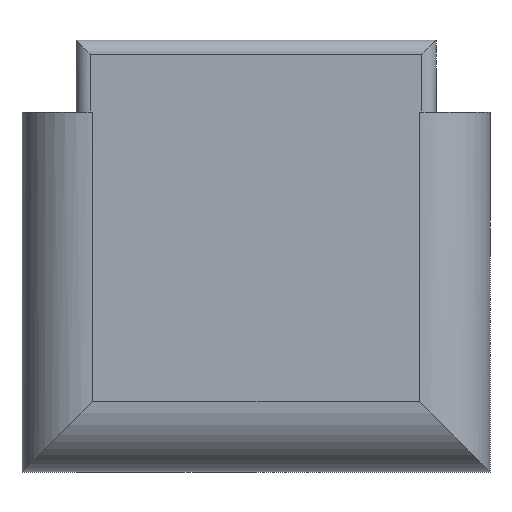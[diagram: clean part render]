
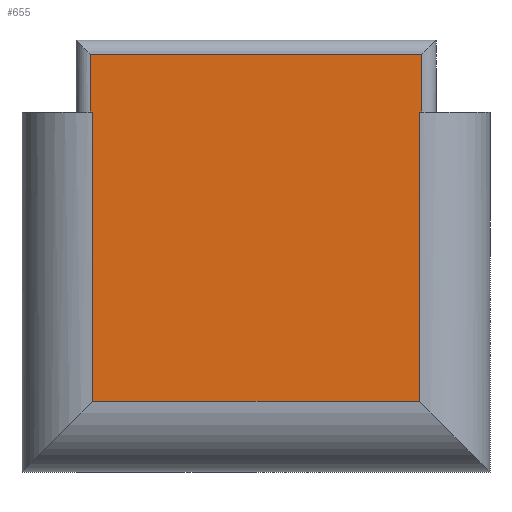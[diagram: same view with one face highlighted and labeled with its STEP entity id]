
A CAD part, left-side view. The second image highlights one B-rep face of the part: STEP entity #655.
In plain terms, the highlighted planar face has unit normal (-1, 0, 0).
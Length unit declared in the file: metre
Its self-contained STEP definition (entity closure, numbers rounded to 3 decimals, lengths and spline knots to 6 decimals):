
#87=ORIENTED_EDGE('',*,*,#268,.T.);
#88=ORIENTED_EDGE('',*,*,#269,.T.);
#89=ORIENTED_EDGE('',*,*,#270,.T.);
#90=ORIENTED_EDGE('',*,*,#271,.T.);
#91=ORIENTED_EDGE('',*,*,#272,.T.);
#92=ORIENTED_EDGE('',*,*,#273,.T.);
#93=ORIENTED_EDGE('',*,*,#274,.T.);
#94=ORIENTED_EDGE('',*,*,#275,.T.);
#268=EDGE_CURVE('',#357,#358,#418,.T.);
#269=EDGE_CURVE('',#358,#359,#419,.F.);
#270=EDGE_CURVE('',#359,#360,#420,.F.);
#271=EDGE_CURVE('',#360,#361,#421,.T.);
#272=EDGE_CURVE('',#361,#362,#422,.T.);
#273=EDGE_CURVE('',#362,#363,#423,.T.);
#274=EDGE_CURVE('',#363,#364,#424,.T.);
#275=EDGE_CURVE('',#364,#357,#425,.F.);
#357=VERTEX_POINT('',#1026);
#358=VERTEX_POINT('',#1027);
#359=VERTEX_POINT('',#1029);
#360=VERTEX_POINT('',#1031);
#361=VERTEX_POINT('',#1033);
#362=VERTEX_POINT('',#1035);
#363=VERTEX_POINT('',#1037);
#364=VERTEX_POINT('',#1039);
#418=LINE('',#1025,#487);
#419=LINE('',#1028,#488);
#420=LINE('',#1030,#489);
#421=LINE('',#1032,#490);
#422=LINE('',#1034,#491);
#423=LINE('',#1036,#492);
#424=LINE('',#1038,#493);
#425=LINE('',#1040,#494);
#487=VECTOR('',#814,1.);
#488=VECTOR('',#815,1.);
#489=VECTOR('',#816,1.);
#490=VECTOR('',#817,1.);
#491=VECTOR('',#818,1.);
#492=VECTOR('',#819,1.);
#493=VECTOR('',#820,1.);
#494=VECTOR('',#821,1.);
#534=EDGE_LOOP('',(#87,#88,#89,#90,#91,#92,#93,#94));
#583=FACE_BOUND('',#534,.T.);
#630=PLANE('',#710);
#655=ADVANCED_FACE('',(#583),#630,.F.);
#710=AXIS2_PLACEMENT_3D('',#1024,#812,#813);
#812=DIRECTION('',(1.,0.,0.));
#813=DIRECTION('',(0.,1.,0.));
#814=DIRECTION('',(0.,-1.,0.));
#815=DIRECTION('',(0.,0.,-1.));
#816=DIRECTION('',(0.,-1.,0.));
#817=DIRECTION('',(0.,0.,-1.));
#818=DIRECTION('',(0.,-1.,0.));
#819=DIRECTION('',(0.,0.,-1.));
#820=DIRECTION('',(0.,-1.,0.));
#821=DIRECTION('',(0.,0.,-1.));
#1024=CARTESIAN_POINT('',(-0.0127,0.,0.0127));
#1025=CARTESIAN_POINT('',(-0.0127,0.,0.0127));
#1026=CARTESIAN_POINT('',(-0.0127,-0.01151,0.0127));
#1027=CARTESIAN_POINT('',(-0.0127,-0.0117,0.0127));
#1028=CARTESIAN_POINT('',(-0.0127,-0.0117,0.01778));
#1029=CARTESIAN_POINT('',(-0.0127,-0.0117,0.01678));
#1030=CARTESIAN_POINT('',(-0.0127,0.0127,0.01678));
#1031=CARTESIAN_POINT('',(-0.0127,0.0117,0.01678));
#1032=CARTESIAN_POINT('',(-0.0127,0.0117,0.0127));
#1033=CARTESIAN_POINT('',(-0.0127,0.0117,0.0127));
#1034=CARTESIAN_POINT('',(-0.0127,0.,0.0127));
#1035=CARTESIAN_POINT('',(-0.0127,0.01151,0.0127));
#1036=CARTESIAN_POINT('',(-0.0127,0.01151,-0.0127));
#1037=CARTESIAN_POINT('',(-0.0127,0.01151,-0.0077));
#1038=CARTESIAN_POINT('',(-0.0127,0.,-0.0077));
#1039=CARTESIAN_POINT('',(-0.0127,-0.01151,-0.0077));
#1040=CARTESIAN_POINT('',(-0.0127,-0.01151,0.0127));
